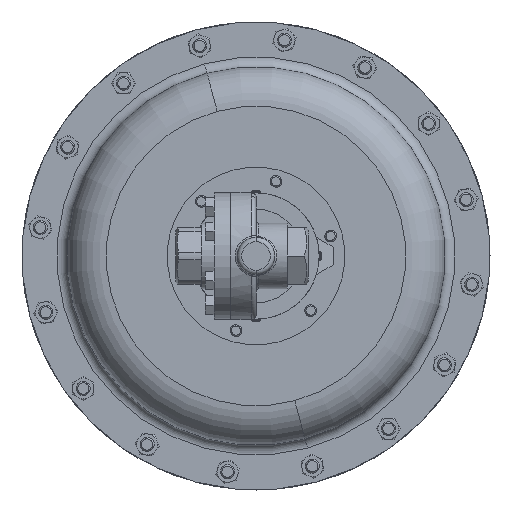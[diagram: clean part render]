
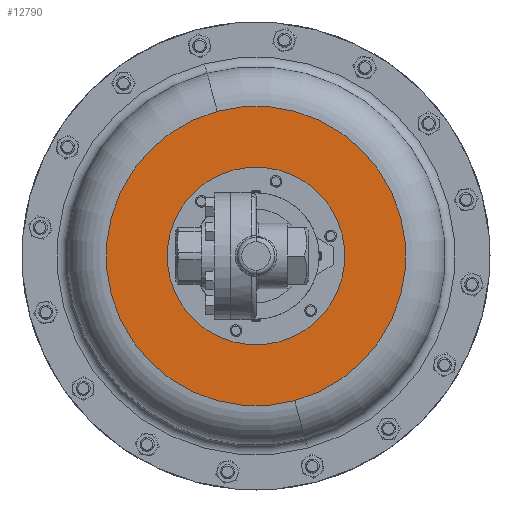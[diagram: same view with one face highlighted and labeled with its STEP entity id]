
A CAD part, front view. The second image highlights one B-rep face of the part: STEP entity #12790.
In plain terms, the highlighted planar face has unit normal (0, -1, 0).
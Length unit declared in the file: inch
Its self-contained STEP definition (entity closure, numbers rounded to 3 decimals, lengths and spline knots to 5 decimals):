
#784 = VERTEX_POINT ( 'NONE', #24261 ) ;
#1344 = VERTEX_POINT ( 'NONE', #8007 ) ;
#1621 = CARTESIAN_POINT ( 'NONE',  ( 1.54942, 9.31137, 3.28012 ) ) ;
#1889 = PLANE ( 'NONE',  #5618 ) ;
#1937 = DIRECTION ( 'NONE',  ( 0.707, 0., 0.707 ) ) ;
#2835 = CIRCLE ( 'NONE', #17233, 2.375 ) ;
#3801 = DIRECTION ( 'NONE',  ( -0.259, 0., 0.966 ) ) ;
#3804 = FACE_OUTER_BOUND ( 'NONE', #22905, .T. ) ;
#5618 = AXIS2_PLACEMENT_3D ( 'NONE', #12640, #10487, #16985 ) ;
#6490 = ORIENTED_EDGE ( 'NONE', *, *, #26299, .T. ) ;
#7306 = AXIS2_PLACEMENT_3D ( 'NONE', #1621, #16720, #3801 ) ;
#8007 = CARTESIAN_POINT ( 'NONE',  ( 3.2288, 9.31137, 4.9595 ) ) ;
#9221 = CARTESIAN_POINT ( 'NONE',  ( -0.12996, 9.31137, 1.60074 ) ) ;
#9491 = DIRECTION ( 'NONE',  ( 0., 1., 0. ) ) ;
#10487 = DIRECTION ( 'NONE',  ( 0., -1., 0. ) ) ;
#11000 = CIRCLE ( 'NONE', #23498, 4. ) ;
#11132 = DIRECTION ( 'NONE',  ( 0., 1., 0. ) ) ;
#11162 = CIRCLE ( 'NONE', #19213, 2.375 ) ;
#12213 = VERTEX_POINT ( 'NONE', #18900 ) ;
#12640 = CARTESIAN_POINT ( 'NONE',  ( 5.41313, 9.31137, 4.3154 ) ) ;
#12790 = ADVANCED_FACE ( 'NONE', ( #3804, #21013 ), #1889, .T. ) ;
#14875 = DIRECTION ( 'NONE',  ( 0., 1., 0. ) ) ;
#15014 = EDGE_CURVE ( 'NONE', #1344, #23915, #11162, .T. ) ;
#15321 = EDGE_LOOP ( 'NONE', ( #6490, #27458 ) ) ;
#16644 = EDGE_CURVE ( 'NONE', #12213, #784, #20542, .T. ) ;
#16720 = DIRECTION ( 'NONE',  ( 0., 1., 0. ) ) ;
#16985 = DIRECTION ( 'NONE',  ( 0.259, 0., -0.966 ) ) ;
#17233 = AXIS2_PLACEMENT_3D ( 'NONE', #22406, #9491, #24600 ) ;
#17368 = ORIENTED_EDGE ( 'NONE', *, *, #23860, .F. ) ;
#18900 = CARTESIAN_POINT ( 'NONE',  ( 2.5847, 9.31137, -0.58358 ) ) ;
#19213 = AXIS2_PLACEMENT_3D ( 'NONE', #27792, #14875, #1937 ) ;
#20542 = CIRCLE ( 'NONE', #7306, 4. ) ;
#21013 = FACE_BOUND ( 'NONE', #15321, .T. ) ;
#22406 = CARTESIAN_POINT ( 'NONE',  ( 1.54942, 9.31137, 3.28012 ) ) ;
#22905 = EDGE_LOOP ( 'NONE', ( #17368, #25716 ) ) ;
#23498 = AXIS2_PLACEMENT_3D ( 'NONE', #24044, #11132, #26223 ) ;
#23860 = EDGE_CURVE ( 'NONE', #784, #12213, #11000, .T. ) ;
#23915 = VERTEX_POINT ( 'NONE', #9221 ) ;
#24044 = CARTESIAN_POINT ( 'NONE',  ( 1.54942, 9.31137, 3.28012 ) ) ;
#24261 = CARTESIAN_POINT ( 'NONE',  ( 0.51415, 9.31137, 7.14382 ) ) ;
#24600 = DIRECTION ( 'NONE',  ( 0.707, 0., 0.707 ) ) ;
#25716 = ORIENTED_EDGE ( 'NONE', *, *, #16644, .F. ) ;
#26223 = DIRECTION ( 'NONE',  ( -0.259, 0., 0.966 ) ) ;
#26299 = EDGE_CURVE ( 'NONE', #23915, #1344, #2835, .T. ) ;
#27458 = ORIENTED_EDGE ( 'NONE', *, *, #15014, .T. ) ;
#27792 = CARTESIAN_POINT ( 'NONE',  ( 1.54942, 9.31137, 3.28012 ) ) ;
